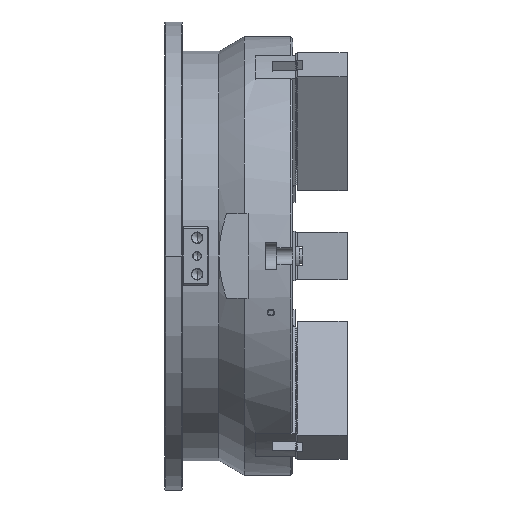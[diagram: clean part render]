
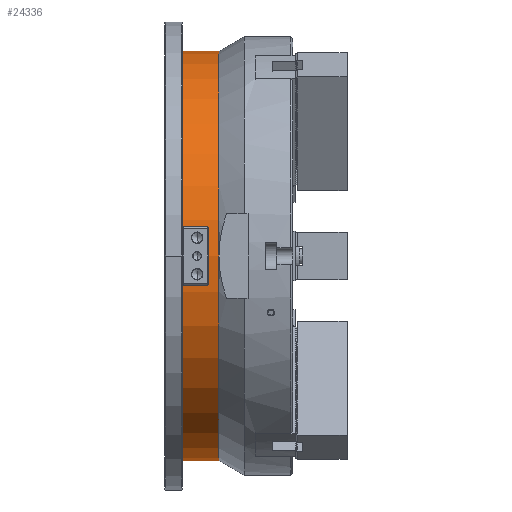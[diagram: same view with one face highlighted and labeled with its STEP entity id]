
A CAD part, front view. The second image highlights one B-rep face of the part: STEP entity #24336.
In plain terms, the highlighted cylindrical face has radius 280 mm (diameter 560 mm), a partial arc.
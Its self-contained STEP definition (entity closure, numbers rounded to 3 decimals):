
#544 = AXIS2_PLACEMENT_3D ( 'NONE', #8801, #26740, #44699 ) ;
#1814 = AXIS2_PLACEMENT_3D ( 'NONE', #11411, #29345, #47300 ) ;
#2201 = VECTOR ( 'NONE', #33733, 1000. ) ;
#7728 = CARTESIAN_POINT ( 'NONE',  ( 0., 0., 280. ) ) ;
#8525 = DIRECTION ( 'NONE',  ( 1., 0., 0. ) ) ;
#8801 = CARTESIAN_POINT ( 'NONE',  ( 50., 0., 0. ) ) ;
#9270 = CIRCLE ( 'NONE', #42132, 280. ) ;
#10621 = VECTOR ( 'NONE', #31896, 1000. ) ;
#11411 = CARTESIAN_POINT ( 'NONE',  ( 121.711, 0., 0. ) ) ;
#12954 = CARTESIAN_POINT ( 'NONE',  ( 0., 0., 0. ) ) ;
#13412 = EDGE_CURVE ( 'NONE', #43001, #52542, #56124, .T. ) ;
#13971 = CARTESIAN_POINT ( 'NONE',  ( 121.711, 0., -280. ) ) ;
#15806 = CARTESIAN_POINT ( 'NONE',  ( 121.711, 0., 280. ) ) ;
#17801 = EDGE_LOOP ( 'NONE', ( #43596, #25839, #56325, #40265, #36778 ) ) ;
#20614 = VERTEX_POINT ( 'NONE', #31278 ) ;
#22735 = EDGE_CURVE ( 'NONE', #52542, #20614, #9270, .T. ) ;
#24336 = ADVANCED_FACE ( 'NONE', ( #33762 ), #51714, .T. ) ;
#25839 = ORIENTED_EDGE ( 'NONE', *, *, #55579, .T. ) ;
#25905 = CIRCLE ( 'NONE', #544, 280. ) ;
#26449 = DIRECTION ( 'NONE',  ( 0., 0., -1. ) ) ;
#26740 = DIRECTION ( 'NONE',  ( 1., 0., 0. ) ) ;
#27386 = EDGE_CURVE ( 'NONE', #43190, #28166, #54279, .T. ) ;
#28166 = VERTEX_POINT ( 'NONE', #52386 ) ;
#28833 = CIRCLE ( 'NONE', #36359, 280. ) ;
#29345 = DIRECTION ( 'NONE',  ( 1., 0., 0. ) ) ;
#30880 = DIRECTION ( 'NONE',  ( 1., 0., 0. ) ) ;
#31278 = CARTESIAN_POINT ( 'NONE',  ( 50., -280., 0. ) ) ;
#31896 = DIRECTION ( 'NONE',  ( 1., 0., 0. ) ) ;
#33733 = DIRECTION ( 'NONE',  ( 1., 0., 0. ) ) ;
#33762 = FACE_OUTER_BOUND ( 'NONE', #17801, .T. ) ;
#36359 = AXIS2_PLACEMENT_3D ( 'NONE', #12954, #30880, #48827 ) ;
#36778 = ORIENTED_EDGE ( 'NONE', *, *, #22735, .F. ) ;
#40265 = ORIENTED_EDGE ( 'NONE', *, *, #54357, .F. ) ;
#42132 = AXIS2_PLACEMENT_3D ( 'NONE', #48826, #8525, #26449 ) ;
#43001 = VERTEX_POINT ( 'NONE', #7728 ) ;
#43190 = VERTEX_POINT ( 'NONE', #50072 ) ;
#43596 = ORIENTED_EDGE ( 'NONE', *, *, #13412, .F. ) ;
#44699 = DIRECTION ( 'NONE',  ( 0., 0., -1. ) ) ;
#47300 = DIRECTION ( 'NONE',  ( 0., 0., -1. ) ) ;
#48826 = CARTESIAN_POINT ( 'NONE',  ( 50., 0., 0. ) ) ;
#48827 = DIRECTION ( 'NONE',  ( 0., 0., -1. ) ) ;
#50072 = CARTESIAN_POINT ( 'NONE',  ( 0., 0., -280. ) ) ;
#51714 = CYLINDRICAL_SURFACE ( 'NONE', #1814, 280. ) ;
#52386 = CARTESIAN_POINT ( 'NONE',  ( 50., 0., -280. ) ) ;
#52542 = VERTEX_POINT ( 'NONE', #54390 ) ;
#54279 = LINE ( 'NONE', #13971, #10621 ) ;
#54357 = EDGE_CURVE ( 'NONE', #20614, #28166, #25905, .T. ) ;
#54390 = CARTESIAN_POINT ( 'NONE',  ( 50., 0., 280. ) ) ;
#55579 = EDGE_CURVE ( 'NONE', #43001, #43190, #28833, .T. ) ;
#56124 = LINE ( 'NONE', #15806, #2201 ) ;
#56325 = ORIENTED_EDGE ( 'NONE', *, *, #27386, .T. ) ;
